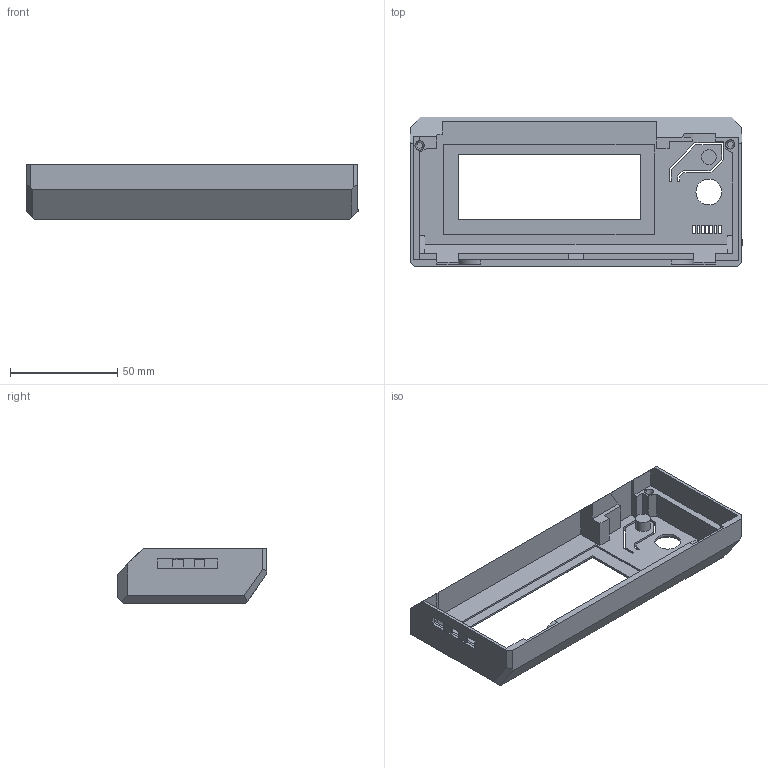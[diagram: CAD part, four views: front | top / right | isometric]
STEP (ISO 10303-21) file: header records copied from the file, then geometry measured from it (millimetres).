
FILE_DESCRIPTION (( 'STEP AP214' ), '1' );
FILE_NAME ('LCD-cover-ORIGINAL-MK3(R2).STEP', '2018-02-12T19:57:19', ( '' ), ( '' ), 'SwSTEP 2.0', 'SolidWorks 2017', '' );
FILE_SCHEMA (( 'AUTOMOTIVE_DESIGN' ));
Length unit declared in the file: millimetre
Products named in the file (1): LCD-cover-ORIGINAL-MK3(R2)
Bounding box: 155 x 70 x 26 mm (x, y, z)
Volume: 41172.4 mm3; surface area: 34640.5 mm2
Topology: 3 solids, 4 shells, 444 faces, 1229 edges, 818 vertices
Faces by surface type: plane 346, bspline 77, cylinder 15, cone 6
Entity records: 21015 total; most frequent: CARTESIAN_POINT 7362, ORIENTED_EDGE 2458, DIRECTION 1830, EDGE_CURVE 1229, LINE 1026, VECTOR 1026, VERTEX_POINT 818, EDGE_LOOP 495
